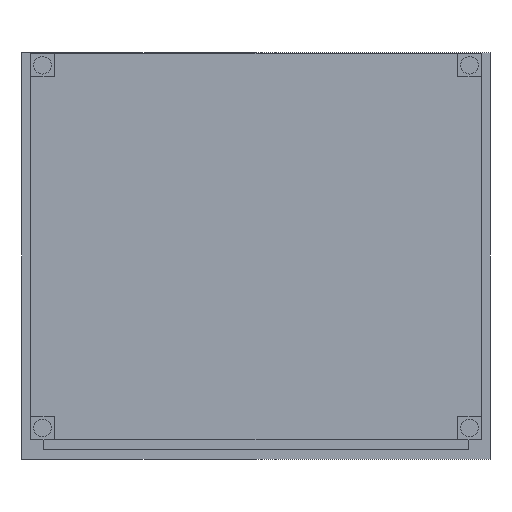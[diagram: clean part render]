
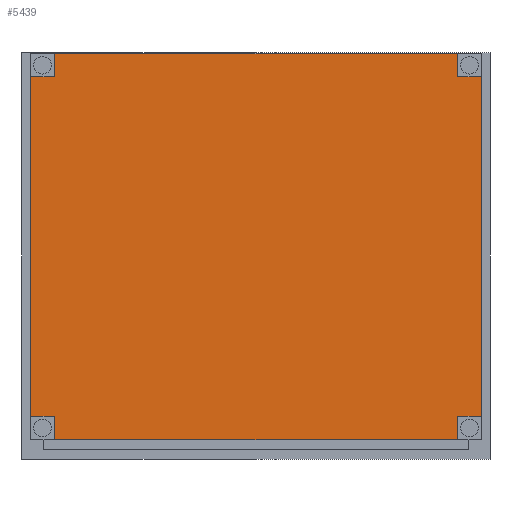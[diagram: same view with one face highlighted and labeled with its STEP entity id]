
A CAD part, front view. The second image highlights one B-rep face of the part: STEP entity #5439.
In plain terms, the highlighted planar face has unit normal (0, -1, 0).
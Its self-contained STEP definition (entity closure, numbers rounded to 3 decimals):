
#481=FACE_OUTER_BOUND('',#823,.T.);
#823=EDGE_LOOP('',(#4679,#4680,#4681,#4682));
#1451=LINE('',#8728,#2115);
#1454=LINE('',#8734,#2118);
#1457=LINE('',#8740,#2121);
#1460=LINE('',#8744,#2124);
#2115=VECTOR('',#7188,10.);
#2118=VECTOR('',#7193,10.);
#2121=VECTOR('',#7198,10.);
#2124=VECTOR('',#7203,10.);
#2621=VERTEX_POINT('',#8725);
#2622=VERTEX_POINT('',#8727);
#2624=VERTEX_POINT('',#8733);
#2626=VERTEX_POINT('',#8739);
#3313=EDGE_CURVE('',#2622,#2621,#1451,.T.);
#3316=EDGE_CURVE('',#2624,#2622,#1454,.T.);
#3319=EDGE_CURVE('',#2626,#2624,#1457,.T.);
#3322=EDGE_CURVE('',#2621,#2626,#1460,.T.);
#4679=ORIENTED_EDGE('',*,*,#3322,.T.);
#4680=ORIENTED_EDGE('',*,*,#3319,.T.);
#4681=ORIENTED_EDGE('',*,*,#3316,.T.);
#4682=ORIENTED_EDGE('',*,*,#3313,.T.);
#5111=PLANE('',#5888);
#5439=ADVANCED_FACE('',(#481),#5111,.T.);
#5888=AXIS2_PLACEMENT_3D('',#8745,#7204,#7205);
#7188=DIRECTION('',(0.,0.,-1.));
#7193=DIRECTION('',(-1.,0.,0.));
#7198=DIRECTION('',(0.,0.,1.));
#7203=DIRECTION('',(1.,0.,0.));
#7204=DIRECTION('center_axis',(0.,-1.,0.));
#7205=DIRECTION('ref_axis',(0.,0.,-1.));
#8725=CARTESIAN_POINT('',(-385.,-395.,-314.));
#8727=CARTESIAN_POINT('',(-385.,-395.,346.));
#8728=CARTESIAN_POINT('',(-385.,-395.,346.));
#8733=CARTESIAN_POINT('',(385.,-395.,346.));
#8734=CARTESIAN_POINT('',(385.,-395.,346.));
#8739=CARTESIAN_POINT('',(385.,-395.,-314.));
#8740=CARTESIAN_POINT('',(385.,-395.,-314.));
#8744=CARTESIAN_POINT('',(-385.,-395.,-314.));
#8745=CARTESIAN_POINT('Origin',(0.,-395.,16.));
